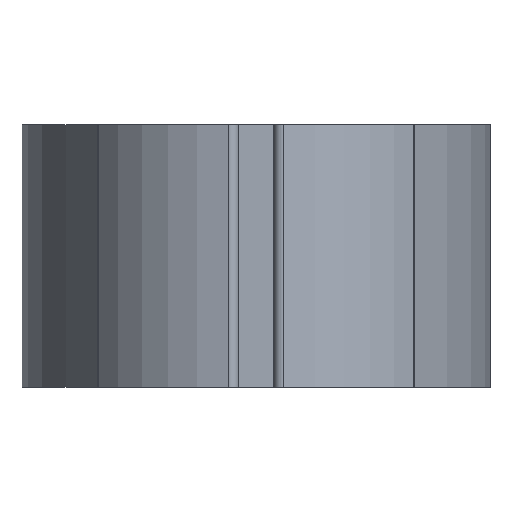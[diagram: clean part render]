
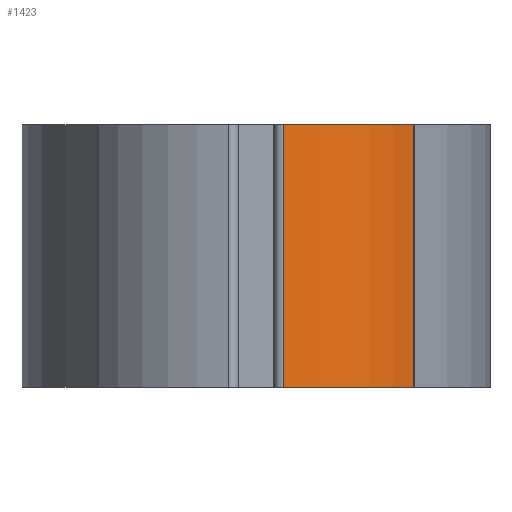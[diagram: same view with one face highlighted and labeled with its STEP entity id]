
A CAD part, front view. The second image highlights one B-rep face of the part: STEP entity #1423.
In plain terms, the highlighted cylindrical face has radius 7.25 mm (diameter 14.5 mm), a partial arc.
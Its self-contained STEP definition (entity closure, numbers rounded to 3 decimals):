
#43 = VERTEX_POINT ( 'NONE', #592 ) ;
#54 = VERTEX_POINT ( 'NONE', #603 ) ;
#57 = VERTEX_POINT ( 'NONE', #606 ) ;
#98 = ORIENTED_EDGE ( 'NONE', *, *, #1216, .T. ) ;
#186 = ORIENTED_EDGE ( 'NONE', *, *, #1208, .F. ) ;
#302 = ORIENTED_EDGE ( 'NONE', *, *, #1258, .F. ) ;
#453 = EDGE_LOOP ( 'NONE', ( #302, #98, #186, #467 ) ) ;
#467 = ORIENTED_EDGE ( 'NONE', *, *, #1299, .T. ) ;
#536 = VERTEX_POINT ( 'NONE', #642 ) ;
#592 = CARTESIAN_POINT ( 'NONE',  ( 6.001, -14.318, 5. ) ) ;
#603 = CARTESIAN_POINT ( 'NONE',  ( 1.059, -17.422, 5. ) ) ;
#606 = CARTESIAN_POINT ( 'NONE',  ( 6.001, -14.318, -5. ) ) ;
#642 = CARTESIAN_POINT ( 'NONE',  ( 1.059, -17.422, -5. ) ) ;
#791 = AXIS2_PLACEMENT_3D ( 'NONE', #1573, #1583, #1584 ) ;
#847 = AXIS2_PLACEMENT_3D ( 'NONE', #1882, #1881, #1880 ) ;
#879 = LINE ( 'NONE', #1473, #880 ) ;
#880 = VECTOR ( 'NONE', #1474, 1000. ) ;
#942 = CIRCLE ( 'NONE', #791, 7.25 ) ;
#999 = LINE ( 'NONE', #1674, #1010 ) ;
#1010 = VECTOR ( 'NONE', #1677, 1000. ) ;
#1135 = FACE_OUTER_BOUND ( 'NONE', #453, .T. ) ;
#1137 = CYLINDRICAL_SURFACE ( 'NONE', #847, 7.25 ) ;
#1208 = EDGE_CURVE ( 'NONE', #57, #536, #1374, .T. ) ;
#1216 = EDGE_CURVE ( 'NONE', #54, #536, #879, .T. ) ;
#1258 = EDGE_CURVE ( 'NONE', #54, #43, #942, .T. ) ;
#1299 = EDGE_CURVE ( 'NONE', #57, #43, #999, .T. ) ;
#1355 = AXIS2_PLACEMENT_3D ( 'NONE', #1449, #1455, #1456 ) ;
#1374 = CIRCLE ( 'NONE', #1355, 7.25 ) ;
#1423 = ADVANCED_FACE ( 'NONE', ( #1135 ), #1137, .T. ) ;
#1449 = CARTESIAN_POINT ( 'NONE',  ( 0., -10.25, -5. ) ) ;
#1455 = DIRECTION ( 'NONE',  ( 0., 0., -1. ) ) ;
#1456 = DIRECTION ( 'NONE',  ( 1., 0., 0. ) ) ;
#1473 = CARTESIAN_POINT ( 'NONE',  ( 1.059, -17.422, 5. ) ) ;
#1474 = DIRECTION ( 'NONE',  ( 0., 0., -1. ) ) ;
#1573 = CARTESIAN_POINT ( 'NONE',  ( 0., -10.25, 5. ) ) ;
#1583 = DIRECTION ( 'NONE',  ( 0., 0., 1. ) ) ;
#1584 = DIRECTION ( 'NONE',  ( 1., 0., 0. ) ) ;
#1674 = CARTESIAN_POINT ( 'NONE',  ( 6.001, -14.318, -39.027 ) ) ;
#1677 = DIRECTION ( 'NONE',  ( 0., 0., 1. ) ) ;
#1880 = DIRECTION ( 'NONE',  ( 1., 0., 0. ) ) ;
#1881 = DIRECTION ( 'NONE',  ( 0., 0., 1. ) ) ;
#1882 = CARTESIAN_POINT ( 'NONE',  ( 0., -10.25, -39.027 ) ) ;
